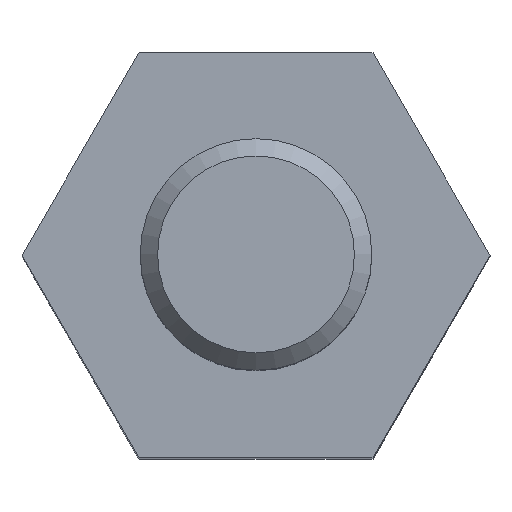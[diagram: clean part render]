
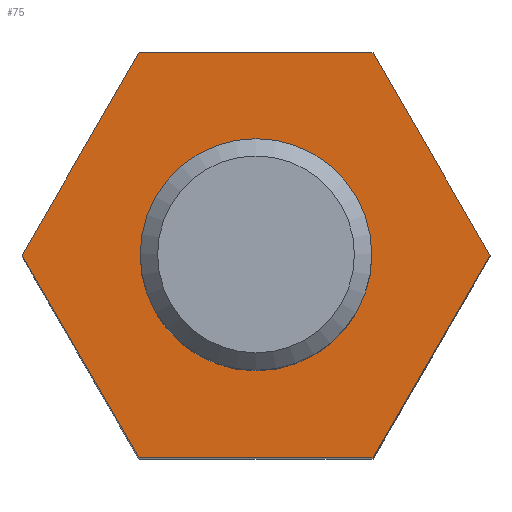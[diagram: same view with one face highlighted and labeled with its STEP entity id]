
A CAD part, top view. The second image highlights one B-rep face of the part: STEP entity #75.
In plain terms, the highlighted planar face has unit normal (0, 0, 1).
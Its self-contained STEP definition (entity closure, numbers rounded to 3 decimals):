
#75 = ADVANCED_FACE( '', ( #161, #162 ), #163, .T. );
#161 = FACE_BOUND( '', #255, .T. );
#162 = FACE_OUTER_BOUND( '', #256, .T. );
#163 = PLANE( '', #257 );
#255 = EDGE_LOOP( '', ( #398 ) );
#256 = EDGE_LOOP( '', ( #399, #400, #401, #402, #403, #404 ) );
#257 = AXIS2_PLACEMENT_3D( '', #405, #406, #407 );
#398 = ORIENTED_EDGE( '', *, *, #525, .T. );
#399 = ORIENTED_EDGE( '', *, *, #522, .T. );
#400 = ORIENTED_EDGE( '', *, *, #492, .T. );
#401 = ORIENTED_EDGE( '', *, *, #503, .T. );
#402 = ORIENTED_EDGE( '', *, *, #486, .T. );
#403 = ORIENTED_EDGE( '', *, *, #531, .T. );
#404 = ORIENTED_EDGE( '', *, *, #511, .T. );
#405 = CARTESIAN_POINT( '', ( 0., 0., 15. ) );
#406 = DIRECTION( '', ( 0., 0., 1. ) );
#407 = DIRECTION( '', ( 1., 0., 0. ) );
#486 = EDGE_CURVE( '', #556, #554, #557, .T. );
#492 = EDGE_CURVE( '', #567, #565, #568, .T. );
#503 = EDGE_CURVE( '', #565, #556, #584, .T. );
#511 = EDGE_CURVE( '', #597, #595, #598, .T. );
#522 = EDGE_CURVE( '', #595, #567, #611, .T. );
#525 = EDGE_CURVE( '', #614, #614, #615, .F. );
#531 = EDGE_CURVE( '', #554, #597, #623, .T. );
#554 = VERTEX_POINT( '', #656 );
#556 = VERTEX_POINT( '', #659 );
#557 = LINE( '', #660, #661 );
#565 = VERTEX_POINT( '', #684 );
#567 = VERTEX_POINT( '', #687 );
#568 = LINE( '', #688, #689 );
#584 = LINE( '', #723, #724 );
#595 = VERTEX_POINT( '', #747 );
#597 = VERTEX_POINT( '', #750 );
#598 = LINE( '', #751, #752 );
#611 = LINE( '', #778, #779 );
#614 = VERTEX_POINT( '', #789 );
#615 = CIRCLE( '', #790, 1.852 );
#623 = LINE( '', #798, #799 );
#656 = CARTESIAN_POINT( '', ( 2.021, -3.5, 15. ) );
#659 = CARTESIAN_POINT( '', ( -2.021, -3.5, 15. ) );
#660 = CARTESIAN_POINT( '', ( -2.021, -3.5, 15. ) );
#661 = VECTOR( '', #829, 1000. );
#684 = CARTESIAN_POINT( '', ( -4.041, 0., 15. ) );
#687 = CARTESIAN_POINT( '', ( -2.021, 3.5, 15. ) );
#688 = CARTESIAN_POINT( '', ( -2.021, 3.5, 15. ) );
#689 = VECTOR( '', #832, 1000. );
#723 = CARTESIAN_POINT( '', ( -4.041, 0., 15. ) );
#724 = VECTOR( '', #843, 1000. );
#747 = CARTESIAN_POINT( '', ( 2.021, 3.5, 15. ) );
#750 = CARTESIAN_POINT( '', ( 4.041, 0., 15. ) );
#751 = CARTESIAN_POINT( '', ( 4.041, 0., 15. ) );
#752 = VECTOR( '', #851, 1000. );
#778 = CARTESIAN_POINT( '', ( 2.021, 3.5, 15. ) );
#779 = VECTOR( '', #868, 1000. );
#789 = CARTESIAN_POINT( '', ( 1.852, 0., 15. ) );
#790 = AXIS2_PLACEMENT_3D( '', #869, #870, #871 );
#798 = CARTESIAN_POINT( '', ( 2.021, -3.5, 15. ) );
#799 = VECTOR( '', #878, 1000. );
#829 = DIRECTION( '', ( 1., 0., 0. ) );
#832 = DIRECTION( '', ( -0.5, -0.866, 0. ) );
#843 = DIRECTION( '', ( 0.5, -0.866, 0. ) );
#851 = DIRECTION( '', ( -0.5, 0.866, 0. ) );
#868 = DIRECTION( '', ( -1., 0., 0. ) );
#869 = CARTESIAN_POINT( '', ( 0., 0., 15. ) );
#870 = DIRECTION( '', ( 0., 0., 1. ) );
#871 = DIRECTION( '', ( 1., 0., 0. ) );
#878 = DIRECTION( '', ( 0.5, 0.866, 0. ) );
